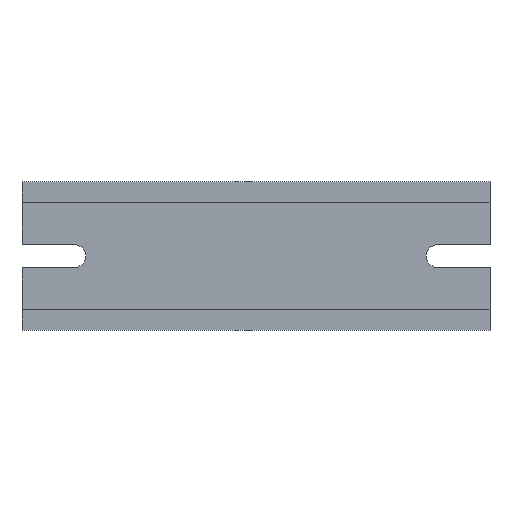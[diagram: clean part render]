
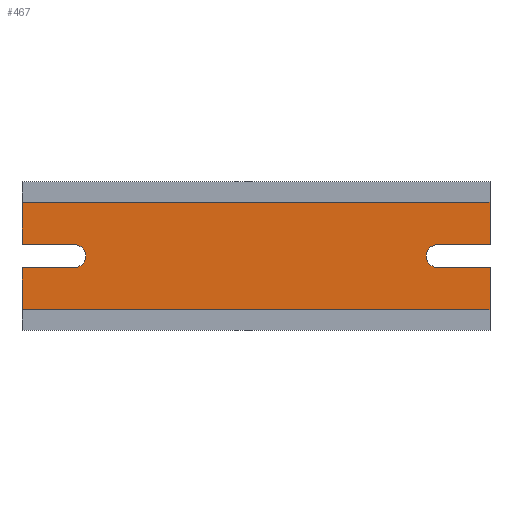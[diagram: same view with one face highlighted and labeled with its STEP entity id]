
A CAD part, top view. The second image highlights one B-rep face of the part: STEP entity #467.
In plain terms, the highlighted planar face has unit normal (0, 0, -1).
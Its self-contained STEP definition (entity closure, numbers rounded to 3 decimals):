
#255=AXIS2_PLACEMENT_3D('Plane Axis2P3D',#252,#253,#254) ;
#252=CARTESIAN_POINT('Axis2P3D Location',(55.,17.5,1.)) ;
#257=CARTESIAN_POINT('Line Origine',(55.,4.9,1.)) ;
#261=CARTESIAN_POINT('Vertex',(0.,4.9,1.)) ;
#263=CARTESIAN_POINT('Vertex',(110.,4.9,1.)) ;
#266=CARTESIAN_POINT('Line Origine',(0.,9.825,1.)) ;
#270=CARTESIAN_POINT('Vertex',(0.,14.75,1.)) ;
#273=CARTESIAN_POINT('Line Origine',(6.125,14.75,1.)) ;
#277=CARTESIAN_POINT('Vertex',(12.25,14.75,1.)) ;
#280=CARTESIAN_POINT('Line Origine',(12.785,14.858,1.)) ;
#284=CARTESIAN_POINT('Vertex',(13.32,14.966,1.)) ;
#287=CARTESIAN_POINT('Line Origine',(13.757,15.261,1.)) ;
#291=CARTESIAN_POINT('Vertex',(14.195,15.555,1.)) ;
#294=CARTESIAN_POINT('Line Origine',(14.489,15.993,1.)) ;
#298=CARTESIAN_POINT('Vertex',(14.784,16.43,1.)) ;
#301=CARTESIAN_POINT('Line Origine',(14.892,16.965,1.)) ;
#305=CARTESIAN_POINT('Vertex',(15.,17.5,1.)) ;
#308=CARTESIAN_POINT('Line Origine',(14.892,18.035,1.)) ;
#312=CARTESIAN_POINT('Vertex',(14.784,18.57,1.)) ;
#315=CARTESIAN_POINT('Line Origine',(14.489,19.007,1.)) ;
#319=CARTESIAN_POINT('Vertex',(14.195,19.445,1.)) ;
#322=CARTESIAN_POINT('Line Origine',(13.757,19.739,1.)) ;
#326=CARTESIAN_POINT('Vertex',(13.32,20.034,1.)) ;
#329=CARTESIAN_POINT('Line Origine',(12.785,20.142,1.)) ;
#333=CARTESIAN_POINT('Vertex',(12.25,20.25,1.)) ;
#336=CARTESIAN_POINT('Line Origine',(6.125,20.25,1.)) ;
#340=CARTESIAN_POINT('Vertex',(0.,20.25,1.)) ;
#343=CARTESIAN_POINT('Line Origine',(0.,25.175,1.)) ;
#347=CARTESIAN_POINT('Vertex',(0.,30.1,1.)) ;
#350=CARTESIAN_POINT('Line Origine',(55.,30.1,1.)) ;
#354=CARTESIAN_POINT('Vertex',(110.,30.1,1.)) ;
#357=CARTESIAN_POINT('Line Origine',(110.,25.175,1.)) ;
#361=CARTESIAN_POINT('Vertex',(110.,20.25,1.)) ;
#364=CARTESIAN_POINT('Line Origine',(103.875,20.25,1.)) ;
#368=CARTESIAN_POINT('Vertex',(97.75,20.25,1.)) ;
#371=CARTESIAN_POINT('Line Origine',(97.215,20.142,1.)) ;
#375=CARTESIAN_POINT('Vertex',(96.68,20.034,1.)) ;
#378=CARTESIAN_POINT('Line Origine',(96.243,19.739,1.)) ;
#382=CARTESIAN_POINT('Vertex',(95.805,19.445,1.)) ;
#385=CARTESIAN_POINT('Line Origine',(95.511,19.007,1.)) ;
#389=CARTESIAN_POINT('Vertex',(95.216,18.57,1.)) ;
#392=CARTESIAN_POINT('Line Origine',(95.108,18.035,1.)) ;
#396=CARTESIAN_POINT('Vertex',(95.,17.5,1.)) ;
#399=CARTESIAN_POINT('Line Origine',(95.108,16.965,1.)) ;
#403=CARTESIAN_POINT('Vertex',(95.216,16.43,1.)) ;
#406=CARTESIAN_POINT('Line Origine',(95.511,15.993,1.)) ;
#410=CARTESIAN_POINT('Vertex',(95.805,15.555,1.)) ;
#413=CARTESIAN_POINT('Line Origine',(96.243,15.261,1.)) ;
#417=CARTESIAN_POINT('Vertex',(96.68,14.966,1.)) ;
#420=CARTESIAN_POINT('Line Origine',(97.215,14.858,1.)) ;
#424=CARTESIAN_POINT('Vertex',(97.75,14.75,1.)) ;
#427=CARTESIAN_POINT('Line Origine',(103.875,14.75,1.)) ;
#431=CARTESIAN_POINT('Vertex',(110.,14.75,1.)) ;
#434=CARTESIAN_POINT('Line Origine',(110.,9.825,1.)) ;
#253=DIRECTION('Axis2P3D Direction',(0.,0.,1.)) ;
#254=DIRECTION('Axis2P3D XDirection',(1.,0.,0.)) ;
#258=DIRECTION('Vector Direction',(1.,0.,0.)) ;
#267=DIRECTION('Vector Direction',(0.,-1.,0.)) ;
#274=DIRECTION('Vector Direction',(-1.,0.,0.)) ;
#281=DIRECTION('Vector Direction',(-0.98,-0.198,0.)) ;
#288=DIRECTION('Vector Direction',(-0.829,-0.559,0.)) ;
#295=DIRECTION('Vector Direction',(-0.559,-0.829,0.)) ;
#302=DIRECTION('Vector Direction',(-0.198,-0.98,0.)) ;
#309=DIRECTION('Vector Direction',(0.198,-0.98,0.)) ;
#316=DIRECTION('Vector Direction',(0.559,-0.829,0.)) ;
#323=DIRECTION('Vector Direction',(0.829,-0.559,0.)) ;
#330=DIRECTION('Vector Direction',(0.98,-0.198,0.)) ;
#337=DIRECTION('Vector Direction',(1.,0.,0.)) ;
#344=DIRECTION('Vector Direction',(0.,-1.,0.)) ;
#351=DIRECTION('Vector Direction',(-1.,0.,0.)) ;
#358=DIRECTION('Vector Direction',(0.,1.,0.)) ;
#365=DIRECTION('Vector Direction',(1.,0.,0.)) ;
#372=DIRECTION('Vector Direction',(0.98,0.198,0.)) ;
#379=DIRECTION('Vector Direction',(0.829,0.559,0.)) ;
#386=DIRECTION('Vector Direction',(0.559,0.829,0.)) ;
#393=DIRECTION('Vector Direction',(0.198,0.98,0.)) ;
#400=DIRECTION('Vector Direction',(-0.198,0.98,0.)) ;
#407=DIRECTION('Vector Direction',(-0.559,0.829,0.)) ;
#414=DIRECTION('Vector Direction',(-0.829,0.559,0.)) ;
#421=DIRECTION('Vector Direction',(-0.98,0.198,0.)) ;
#428=DIRECTION('Vector Direction',(-1.,0.,0.)) ;
#435=DIRECTION('Vector Direction',(0.,1.,0.)) ;
#259=VECTOR('Line Direction',#258,1.) ;
#268=VECTOR('Line Direction',#267,1.) ;
#275=VECTOR('Line Direction',#274,1.) ;
#282=VECTOR('Line Direction',#281,1.) ;
#289=VECTOR('Line Direction',#288,1.) ;
#296=VECTOR('Line Direction',#295,1.) ;
#303=VECTOR('Line Direction',#302,1.) ;
#310=VECTOR('Line Direction',#309,1.) ;
#317=VECTOR('Line Direction',#316,1.) ;
#324=VECTOR('Line Direction',#323,1.) ;
#331=VECTOR('Line Direction',#330,1.) ;
#338=VECTOR('Line Direction',#337,1.) ;
#345=VECTOR('Line Direction',#344,1.) ;
#352=VECTOR('Line Direction',#351,1.) ;
#359=VECTOR('Line Direction',#358,1.) ;
#366=VECTOR('Line Direction',#365,1.) ;
#373=VECTOR('Line Direction',#372,1.) ;
#380=VECTOR('Line Direction',#379,1.) ;
#387=VECTOR('Line Direction',#386,1.) ;
#394=VECTOR('Line Direction',#393,1.) ;
#401=VECTOR('Line Direction',#400,1.) ;
#408=VECTOR('Line Direction',#407,1.) ;
#415=VECTOR('Line Direction',#414,1.) ;
#422=VECTOR('Line Direction',#421,1.) ;
#429=VECTOR('Line Direction',#428,1.) ;
#436=VECTOR('Line Direction',#435,1.) ;
#440=ORIENTED_EDGE('',*,*,#265,.F.) ;
#441=ORIENTED_EDGE('',*,*,#272,.F.) ;
#442=ORIENTED_EDGE('',*,*,#279,.F.) ;
#443=ORIENTED_EDGE('',*,*,#286,.F.) ;
#444=ORIENTED_EDGE('',*,*,#293,.F.) ;
#445=ORIENTED_EDGE('',*,*,#300,.F.) ;
#446=ORIENTED_EDGE('',*,*,#307,.F.) ;
#447=ORIENTED_EDGE('',*,*,#314,.F.) ;
#448=ORIENTED_EDGE('',*,*,#321,.F.) ;
#449=ORIENTED_EDGE('',*,*,#328,.F.) ;
#450=ORIENTED_EDGE('',*,*,#335,.F.) ;
#451=ORIENTED_EDGE('',*,*,#342,.F.) ;
#452=ORIENTED_EDGE('',*,*,#349,.F.) ;
#453=ORIENTED_EDGE('',*,*,#356,.F.) ;
#454=ORIENTED_EDGE('',*,*,#363,.F.) ;
#455=ORIENTED_EDGE('',*,*,#370,.F.) ;
#456=ORIENTED_EDGE('',*,*,#377,.F.) ;
#457=ORIENTED_EDGE('',*,*,#384,.F.) ;
#458=ORIENTED_EDGE('',*,*,#391,.F.) ;
#459=ORIENTED_EDGE('',*,*,#398,.F.) ;
#460=ORIENTED_EDGE('',*,*,#405,.F.) ;
#461=ORIENTED_EDGE('',*,*,#412,.F.) ;
#462=ORIENTED_EDGE('',*,*,#419,.F.) ;
#463=ORIENTED_EDGE('',*,*,#426,.F.) ;
#464=ORIENTED_EDGE('',*,*,#433,.F.) ;
#465=ORIENTED_EDGE('',*,*,#438,.F.) ;
#467=ADVANCED_FACE('CLOSED_SHELL #27',(#466),#256,.F.) ;
#265=EDGE_CURVE('',#262,#264,#260,.T.) ;
#272=EDGE_CURVE('',#271,#262,#269,.T.) ;
#279=EDGE_CURVE('',#278,#271,#276,.T.) ;
#286=EDGE_CURVE('',#285,#278,#283,.T.) ;
#293=EDGE_CURVE('',#292,#285,#290,.T.) ;
#300=EDGE_CURVE('',#299,#292,#297,.T.) ;
#307=EDGE_CURVE('',#306,#299,#304,.T.) ;
#314=EDGE_CURVE('',#313,#306,#311,.T.) ;
#321=EDGE_CURVE('',#320,#313,#318,.T.) ;
#328=EDGE_CURVE('',#327,#320,#325,.T.) ;
#335=EDGE_CURVE('',#334,#327,#332,.T.) ;
#342=EDGE_CURVE('',#341,#334,#339,.T.) ;
#349=EDGE_CURVE('',#348,#341,#346,.T.) ;
#356=EDGE_CURVE('',#355,#348,#353,.T.) ;
#363=EDGE_CURVE('',#362,#355,#360,.T.) ;
#370=EDGE_CURVE('',#369,#362,#367,.T.) ;
#377=EDGE_CURVE('',#376,#369,#374,.T.) ;
#384=EDGE_CURVE('',#383,#376,#381,.T.) ;
#391=EDGE_CURVE('',#390,#383,#388,.T.) ;
#398=EDGE_CURVE('',#397,#390,#395,.T.) ;
#405=EDGE_CURVE('',#404,#397,#402,.T.) ;
#412=EDGE_CURVE('',#411,#404,#409,.T.) ;
#419=EDGE_CURVE('',#418,#411,#416,.T.) ;
#426=EDGE_CURVE('',#425,#418,#423,.T.) ;
#433=EDGE_CURVE('',#432,#425,#430,.T.) ;
#438=EDGE_CURVE('',#264,#432,#437,.T.) ;
#439=EDGE_LOOP('',(#440,#441,#442,#443,#444,#445,#446,#447,#448,#449,#450,#451,#452,#453,#454,#455,#456,#457,#458,#459,#460,#461,#462,#463,#464,#465)) ;
#466=FACE_OUTER_BOUND('',#439,.T.) ;
#260=LINE('Line',#257,#259) ;
#269=LINE('Line',#266,#268) ;
#276=LINE('Line',#273,#275) ;
#283=LINE('Line',#280,#282) ;
#290=LINE('Line',#287,#289) ;
#297=LINE('Line',#294,#296) ;
#304=LINE('Line',#301,#303) ;
#311=LINE('Line',#308,#310) ;
#318=LINE('Line',#315,#317) ;
#325=LINE('Line',#322,#324) ;
#332=LINE('Line',#329,#331) ;
#339=LINE('Line',#336,#338) ;
#346=LINE('Line',#343,#345) ;
#353=LINE('Line',#350,#352) ;
#360=LINE('Line',#357,#359) ;
#367=LINE('Line',#364,#366) ;
#374=LINE('Line',#371,#373) ;
#381=LINE('Line',#378,#380) ;
#388=LINE('Line',#385,#387) ;
#395=LINE('Line',#392,#394) ;
#402=LINE('Line',#399,#401) ;
#409=LINE('Line',#406,#408) ;
#416=LINE('Line',#413,#415) ;
#423=LINE('Line',#420,#422) ;
#430=LINE('Line',#427,#429) ;
#437=LINE('Line',#434,#436) ;
#256=PLANE('',#255) ;
#262=VERTEX_POINT('',#261) ;
#264=VERTEX_POINT('',#263) ;
#271=VERTEX_POINT('',#270) ;
#278=VERTEX_POINT('',#277) ;
#285=VERTEX_POINT('',#284) ;
#292=VERTEX_POINT('',#291) ;
#299=VERTEX_POINT('',#298) ;
#306=VERTEX_POINT('',#305) ;
#313=VERTEX_POINT('',#312) ;
#320=VERTEX_POINT('',#319) ;
#327=VERTEX_POINT('',#326) ;
#334=VERTEX_POINT('',#333) ;
#341=VERTEX_POINT('',#340) ;
#348=VERTEX_POINT('',#347) ;
#355=VERTEX_POINT('',#354) ;
#362=VERTEX_POINT('',#361) ;
#369=VERTEX_POINT('',#368) ;
#376=VERTEX_POINT('',#375) ;
#383=VERTEX_POINT('',#382) ;
#390=VERTEX_POINT('',#389) ;
#397=VERTEX_POINT('',#396) ;
#404=VERTEX_POINT('',#403) ;
#411=VERTEX_POINT('',#410) ;
#418=VERTEX_POINT('',#417) ;
#425=VERTEX_POINT('',#424) ;
#432=VERTEX_POINT('',#431) ;
